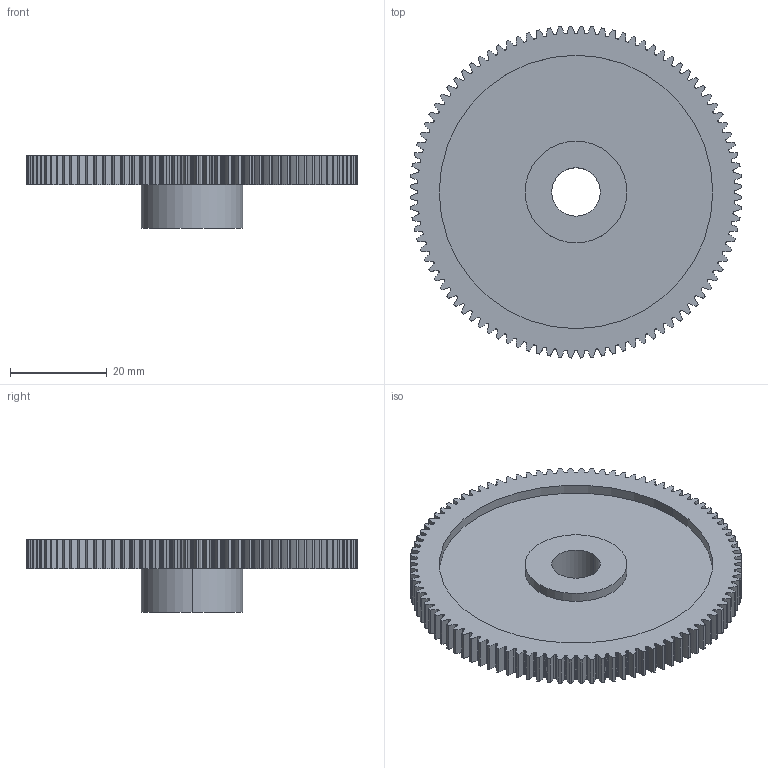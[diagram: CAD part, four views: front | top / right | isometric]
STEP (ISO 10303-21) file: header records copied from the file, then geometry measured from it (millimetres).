
FILE_DESCRIPTION (( 'STEP AP214' ), '1' );
FILE_NAME ('119-007-096.step', '2010-07-19T14:20:26', ( 'WMH Herion Antriebstechnik GmbH' ), ( 'WMH Herion Antriebstechnik GmbH' ), 'SwSTEP 2.0', 'SolidWorks 2010', '' );
FILE_SCHEMA (( 'AUTOMOTIVE_DESIGN' ));
Length unit declared in the file: millimetre
Products named in the file (1): 119-007-096
Bounding box: 68.58 x 68.58 x 15 mm (x, y, z)
Volume: 14523.3 mm3; surface area: 11440.7 mm2
Topology: 1 solids, 1 shells, 637 faces, 1893 edges, 1262 vertices
Faces by surface type: cylinder 631, plane 6
Entity records: 22187 total; most frequent: DIRECTION 4431, CARTESIAN_POINT 3793, ORIENTED_EDGE 3786, AXIS2_PLACEMENT_3D 1900, EDGE_CURVE 1893, CIRCLE 1262, VERTEX_POINT 1262, EDGE_LOOP 643
